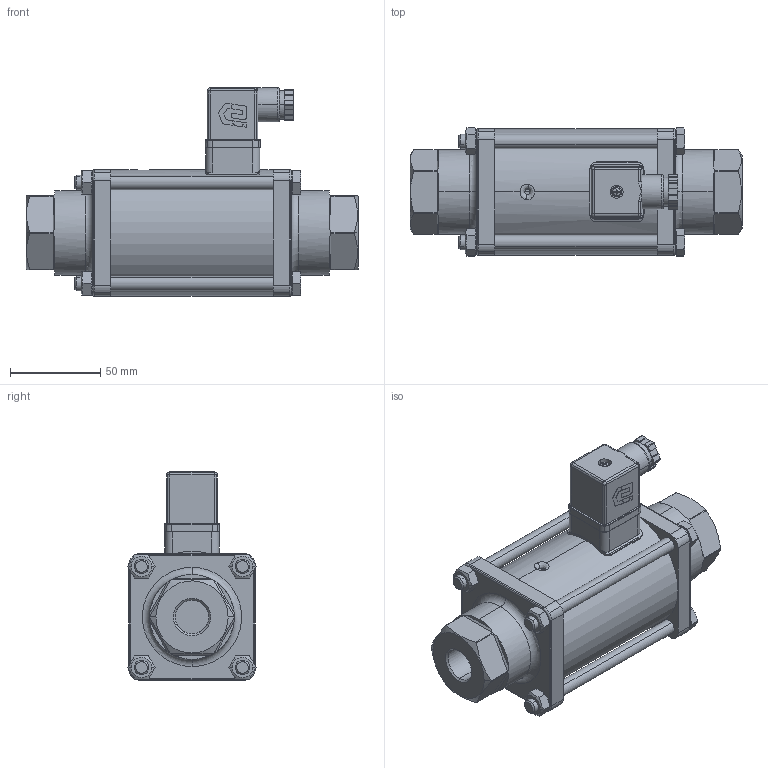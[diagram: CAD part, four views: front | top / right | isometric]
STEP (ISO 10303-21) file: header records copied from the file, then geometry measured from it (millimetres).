
FILE_DESCRIPTION(('HOOPS Exchange Step'),'2;1');
FILE_NAME('CV01-DN15-G12-NC.stp','2026-03-11T15:58:34+01:00',('nieru'),('Unknown organisation'),'HOOPS Exchange 2024.2','HOOPS Exchange','Unknown authorisation');
FILE_SCHEMA( ('AP203_CONFIGURATION_CONTROLLED_3D_DESIGN_OF_MECHANICAL_PARTS_AND_ASSEMBLIES_MIM_LF') );
Length unit declared in the file: millimetre
Products named in the file (2): 0; root
Assembly tree (1 placements, depth 2):
  root
    0
Bounding box: 184 x 71.01 x 115.4 mm (x, y, z)
Volume: 623306.5 mm3; surface area: 67095.3 mm2
Topology: 1 solids, 1 shells, 600 faces, 1550 edges, 975 vertices
Faces by surface type: plane 308, cylinder 148, cone 86, torus 32, bspline 18, sphere 8
Entity records: 45815 total; most frequent: CARTESIAN_POINT 32206, ORIENTED_EDGE 3080, DIRECTION 2233, EDGE_CURVE 1540, VERTEX_POINT 975, VECTOR 811, LINE 811, AXIS2_PLACEMENT_3D 711
